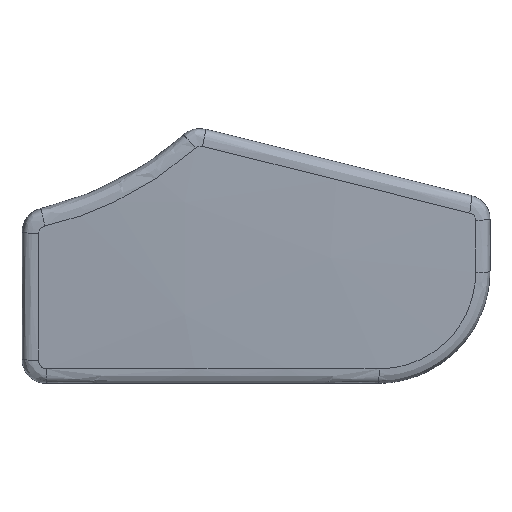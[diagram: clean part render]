
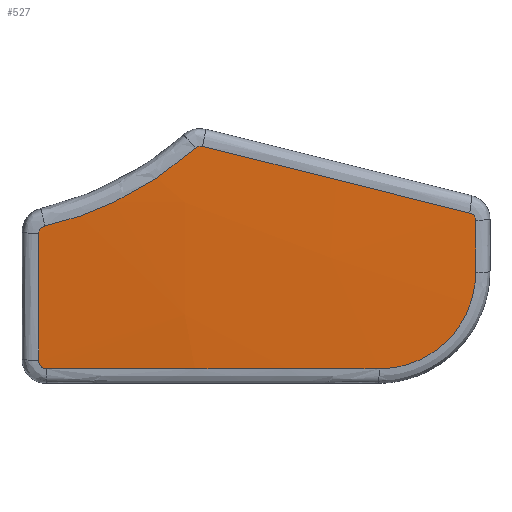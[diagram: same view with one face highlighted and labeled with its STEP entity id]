
A CAD part, top view. The second image highlights one B-rep face of the part: STEP entity #527.
In plain terms, the highlighted spherical face has radius 350 mm.
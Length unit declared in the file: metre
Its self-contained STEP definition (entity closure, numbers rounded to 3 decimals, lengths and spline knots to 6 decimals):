
#30=SPHERICAL_SURFACE('',#592,0.35);
#52=B_SPLINE_CURVE_WITH_KNOTS('',3,(#864,#865,#866,#867),.UNSPECIFIED.,
 .F.,.F.,(4,4),(0.,1.),.UNSPECIFIED.);
#53=B_SPLINE_CURVE_WITH_KNOTS('',3,(#870,#871,#872,#873),.UNSPECIFIED.,
 .F.,.F.,(4,4),(0.,1.),.UNSPECIFIED.);
#54=B_SPLINE_CURVE_WITH_KNOTS('',3,(#875,#876,#877,#878),.UNSPECIFIED.,
 .F.,.F.,(4,4),(0.,1.),.UNSPECIFIED.);
#55=B_SPLINE_CURVE_WITH_KNOTS('',3,(#880,#881,#882,#883,#884,#885),
 .UNSPECIFIED.,.F.,.F.,(4,1,1,4),(0.,0.25,0.5,1.),.UNSPECIFIED.);
#56=B_SPLINE_CURVE_WITH_KNOTS('',3,(#887,#888,#889,#890),.UNSPECIFIED.,
 .F.,.F.,(4,4),(0.,1.),.UNSPECIFIED.);
#57=B_SPLINE_CURVE_WITH_KNOTS('',3,(#892,#893,#894,#895),.UNSPECIFIED.,
 .F.,.F.,(4,4),(0.,1.),.UNSPECIFIED.);
#58=B_SPLINE_CURVE_WITH_KNOTS('',3,(#897,#898,#899,#900),.UNSPECIFIED.,
 .F.,.F.,(4,4),(0.,1.),.UNSPECIFIED.);
#59=B_SPLINE_CURVE_WITH_KNOTS('',3,(#902,#903,#904,#905),.UNSPECIFIED.,
 .F.,.F.,(4,4),(0.,1.),.UNSPECIFIED.);
#60=B_SPLINE_CURVE_WITH_KNOTS('',3,(#907,#908,#909,#910,#911,#912,#913),
 .UNSPECIFIED.,.F.,.F.,(4,1,1,1,4),(0.,0.25,0.5,0.75,1.),.UNSPECIFIED.);
#61=B_SPLINE_CURVE_WITH_KNOTS('',3,(#915,#916,#917,#918),.UNSPECIFIED.,
 .F.,.F.,(4,4),(0.,1.),.UNSPECIFIED.);
#142=ORIENTED_EDGE('',*,*,#284,.T.);
#143=ORIENTED_EDGE('',*,*,#285,.T.);
#144=ORIENTED_EDGE('',*,*,#286,.T.);
#145=ORIENTED_EDGE('',*,*,#287,.T.);
#146=ORIENTED_EDGE('',*,*,#288,.T.);
#147=ORIENTED_EDGE('',*,*,#289,.T.);
#148=ORIENTED_EDGE('',*,*,#290,.T.);
#149=ORIENTED_EDGE('',*,*,#291,.T.);
#150=ORIENTED_EDGE('',*,*,#292,.T.);
#151=ORIENTED_EDGE('',*,*,#293,.T.);
#284=EDGE_CURVE('',#350,#351,#52,.T.);
#285=EDGE_CURVE('',#351,#352,#53,.T.);
#286=EDGE_CURVE('',#352,#353,#54,.T.);
#287=EDGE_CURVE('',#353,#354,#55,.T.);
#288=EDGE_CURVE('',#354,#355,#56,.T.);
#289=EDGE_CURVE('',#355,#356,#57,.T.);
#290=EDGE_CURVE('',#356,#357,#58,.T.);
#291=EDGE_CURVE('',#357,#358,#59,.T.);
#292=EDGE_CURVE('',#358,#359,#60,.T.);
#293=EDGE_CURVE('',#359,#350,#61,.T.);
#350=VERTEX_POINT('',#868);
#351=VERTEX_POINT('',#869);
#352=VERTEX_POINT('',#874);
#353=VERTEX_POINT('',#879);
#354=VERTEX_POINT('',#886);
#355=VERTEX_POINT('',#891);
#356=VERTEX_POINT('',#896);
#357=VERTEX_POINT('',#901);
#358=VERTEX_POINT('',#906);
#359=VERTEX_POINT('',#914);
#433=EDGE_LOOP('',(#142,#143,#144,#145,#146,#147,#148,#149,#150,#151));
#477=FACE_BOUND('',#433,.T.);
#527=ADVANCED_FACE('',(#477),#30,.T.);
#592=AXIS2_PLACEMENT_3D('',#863,#683,#684);
#683=DIRECTION('',(1.,0.,0.));
#684=DIRECTION('',(0.,0.,1.));
#863=CARTESIAN_POINT('',(0.038795,-0.00334,-0.311461));
#864=CARTESIAN_POINT('',(0.083994,-0.03279,0.034357));
#865=CARTESIAN_POINT('',(0.083994,-0.032466,0.034384));
#866=CARTESIAN_POINT('',(0.083774,-0.032186,0.034437));
#867=CARTESIAN_POINT('',(0.083461,-0.032108,0.034483));
#868=CARTESIAN_POINT('',(0.083994,-0.03279,0.034357));
#869=CARTESIAN_POINT('',(0.083461,-0.032108,0.034483));
#870=CARTESIAN_POINT('',(0.083461,-0.032108,0.034483));
#871=CARTESIAN_POINT('',(0.075928,-0.030229,0.035612));
#872=CARTESIAN_POINT('',(0.067856,-0.028217,0.036556));
#873=CARTESIAN_POINT('',(0.059255,-0.026072,0.0372));
#874=CARTESIAN_POINT('',(0.059255,-0.026072,0.0372));
#875=CARTESIAN_POINT('',(0.059255,-0.026072,0.0372));
#876=CARTESIAN_POINT('',(0.059029,-0.026016,0.037217));
#877=CARTESIAN_POINT('',(0.058789,-0.026075,0.037227));
#878=CARTESIAN_POINT('',(0.058615,-0.026231,0.037227));
#879=CARTESIAN_POINT('',(0.058615,-0.026231,0.037227));
#880=CARTESIAN_POINT('',(0.058615,-0.026231,0.037227));
#881=CARTESIAN_POINT('',(0.057645,-0.027101,0.037225));
#882=CARTESIAN_POINT('',(0.055613,-0.028704,0.037221));
#883=CARTESIAN_POINT('',(0.051122,-0.031396,0.037212));
#884=CARTESIAN_POINT('',(0.047502,-0.032722,0.037205));
#885=CARTESIAN_POINT('',(0.04497,-0.033303,0.0372));
#886=CARTESIAN_POINT('',(0.04497,-0.033303,0.0372));
#887=CARTESIAN_POINT('',(0.04497,-0.033303,0.0372));
#888=CARTESIAN_POINT('',(0.04465,-0.033376,0.037199));
#889=CARTESIAN_POINT('',(0.044424,-0.03366,0.037178));
#890=CARTESIAN_POINT('',(0.044424,-0.033988,0.037149));
#891=CARTESIAN_POINT('',(0.044424,-0.033988,0.037149));
#892=CARTESIAN_POINT('',(0.044424,-0.033988,0.037149));
#893=CARTESIAN_POINT('',(0.044424,-0.037838,0.036811));
#894=CARTESIAN_POINT('',(0.044424,-0.041683,0.036409));
#895=CARTESIAN_POINT('',(0.044424,-0.045521,0.035943));
#896=CARTESIAN_POINT('',(0.044424,-0.045521,0.035943));
#897=CARTESIAN_POINT('',(0.044424,-0.045521,0.035943));
#898=CARTESIAN_POINT('',(0.044424,-0.045908,0.035896));
#899=CARTESIAN_POINT('',(0.044738,-0.046224,0.035851));
#900=CARTESIAN_POINT('',(0.045127,-0.046224,0.035844));
#901=CARTESIAN_POINT('',(0.045127,-0.046224,0.035844));
#902=CARTESIAN_POINT('',(0.045127,-0.046224,0.035844));
#903=CARTESIAN_POINT('',(0.055235,-0.046224,0.03566));
#904=CARTESIAN_POINT('',(0.06529,-0.046224,0.035035));
#905=CARTESIAN_POINT('',(0.075256,-0.046224,0.033983));
#906=CARTESIAN_POINT('',(0.075256,-0.046224,0.033983));
#907=CARTESIAN_POINT('',(0.075256,-0.046224,0.033983));
#908=CARTESIAN_POINT('',(0.076414,-0.046224,0.033861));
#909=CARTESIAN_POINT('',(0.078683,-0.045767,0.033666));
#910=CARTESIAN_POINT('',(0.081598,-0.043827,0.033551));
#911=CARTESIAN_POINT('',(0.08354,-0.040906,0.033634));
#912=CARTESIAN_POINT('',(0.083994,-0.038641,0.033811));
#913=CARTESIAN_POINT('',(0.083994,-0.037486,0.033925));
#914=CARTESIAN_POINT('',(0.083994,-0.037486,0.033925));
#915=CARTESIAN_POINT('',(0.083994,-0.037486,0.033925));
#916=CARTESIAN_POINT('',(0.083994,-0.035922,0.034079));
#917=CARTESIAN_POINT('',(0.083994,-0.034356,0.034223));
#918=CARTESIAN_POINT('',(0.083994,-0.03279,0.034357));
